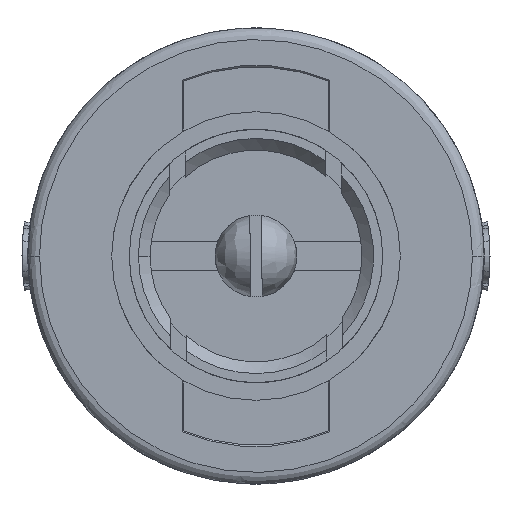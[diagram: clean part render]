
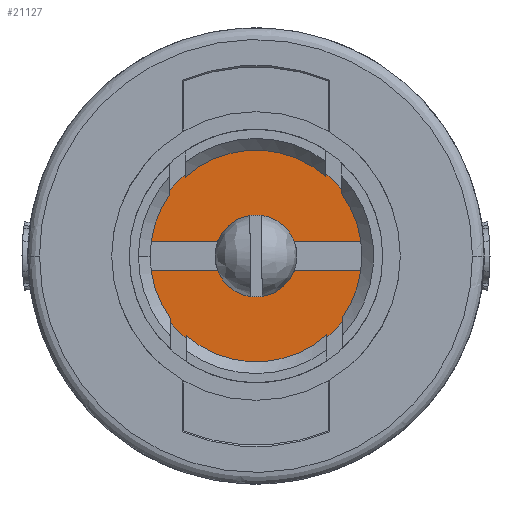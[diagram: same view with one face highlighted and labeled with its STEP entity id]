
A CAD part, left-side view. The second image highlights one B-rep face of the part: STEP entity #21127.
In plain terms, the highlighted face is planar.
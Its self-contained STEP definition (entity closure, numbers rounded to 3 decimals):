
#1667 = CIRCLE ( 'NONE', #3923, 3.25 ) ;
#2120 = DIRECTION ( 'NONE',  ( 1., 0., 0. ) ) ;
#3876 = FACE_OUTER_BOUND ( 'NONE', #15843, .T. ) ;
#3923 = AXIS2_PLACEMENT_3D ( 'NONE', #21487, #8077, #26191 ) ;
#8077 = DIRECTION ( 'NONE',  ( 1., 0., 0. ) ) ;
#10104 = DIRECTION ( 'NONE',  ( 1., 0., 0. ) ) ;
#14536 = EDGE_CURVE ( 'NONE', #24869, #18985, #26325, .T. ) ;
#14889 = EDGE_CURVE ( 'NONE', #18985, #24869, #1667, .T. ) ;
#15843 = EDGE_LOOP ( 'NONE', ( #16538, #21829 ) ) ;
#16538 = ORIENTED_EDGE ( 'NONE', *, *, #14536, .T. ) ;
#18985 = VERTEX_POINT ( 'NONE', #21847 ) ;
#20134 = DIRECTION ( 'NONE',  ( 0., 0., -1. ) ) ;
#21127 = ADVANCED_FACE ( 'NONE', ( #3876 ), #26650, .T. ) ;
#21487 = CARTESIAN_POINT ( 'NONE',  ( -4.015, 0., 0. ) ) ;
#21829 = ORIENTED_EDGE ( 'NONE', *, *, #14889, .T. ) ;
#21847 = CARTESIAN_POINT ( 'NONE',  ( -4.015, 0., 3.25 ) ) ;
#21888 = CARTESIAN_POINT ( 'NONE',  ( -4.015, 0., -3.25 ) ) ;
#23618 = CARTESIAN_POINT ( 'NONE',  ( -4.015, 0., 0. ) ) ;
#24869 = VERTEX_POINT ( 'NONE', #21888 ) ;
#25303 = AXIS2_PLACEMENT_3D ( 'NONE', #26743, #2120, #20134 ) ;
#25882 = DIRECTION ( 'NONE',  ( 0., 0., -1. ) ) ;
#26191 = DIRECTION ( 'NONE',  ( 0., 0., -1. ) ) ;
#26325 = CIRCLE ( 'NONE', #28827, 3.25 ) ;
#26650 = PLANE ( 'NONE',  #25303 ) ;
#26743 = CARTESIAN_POINT ( 'NONE',  ( -4.015, 0., 0. ) ) ;
#28827 = AXIS2_PLACEMENT_3D ( 'NONE', #23618, #10104, #25882 ) ;
